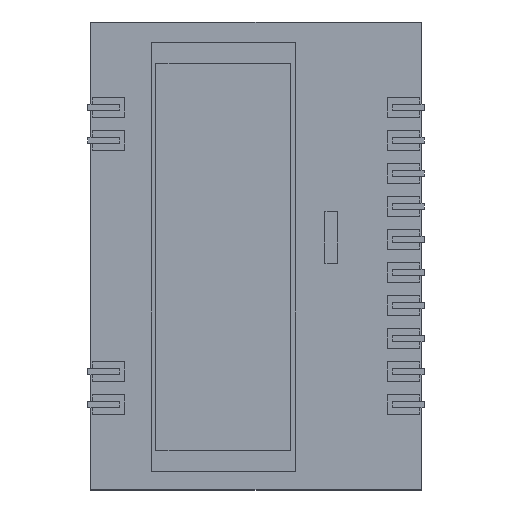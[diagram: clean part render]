
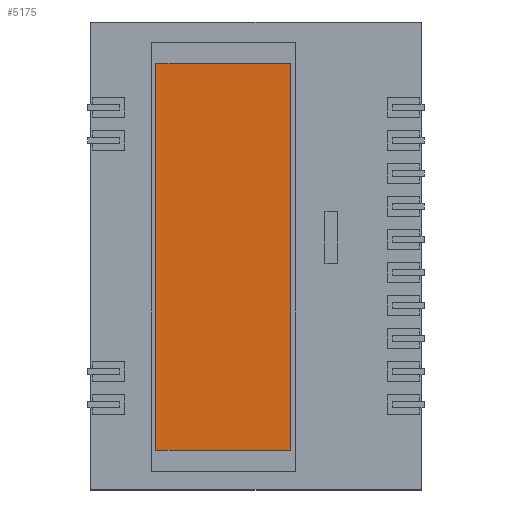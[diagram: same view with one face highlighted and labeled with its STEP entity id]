
A CAD part, top view. The second image highlights one B-rep face of the part: STEP entity #5175.
In plain terms, the highlighted planar face has unit normal (0, 0, 1).
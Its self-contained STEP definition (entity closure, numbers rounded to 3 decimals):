
#13=DIRECTION('',(0.,0.,1.));
#27=VECTOR('',#28,1.);
#28=DIRECTION('',(0.,1.,0.));
#34=VECTOR('',#35,1.);
#35=DIRECTION('',(1.,0.,0.));
#5120=VERTEX_POINT('',#5121);
#5121=CARTESIAN_POINT('',(15.385,-26.39,2.1));
#5127=VERTEX_POINT('',#5128);
#5128=CARTESIAN_POINT('',(15.385,3.39,2.1));
#5132=EDGE_CURVE('',#5120,#5127,#5133,.T.);
#5133=LINE('',#5121,#27);
#5143=VERTEX_POINT('',#5144);
#5144=CARTESIAN_POINT('',(5.,3.39,2.1));
#5148=EDGE_CURVE('',#5143,#5127,#5149,.T.);
#5149=LINE('',#5144,#34);
#5157=VERTEX_POINT('',#5158);
#5158=CARTESIAN_POINT('',(5.,-26.39,2.1));
#5161=ORIENTED_EDGE('',*,*,#5162,.F.);
#5162=EDGE_CURVE('',#5157,#5143,#5163,.T.);
#5163=LINE('',#5158,#27);
#5170=ORIENTED_EDGE('',*,*,#5171,.T.);
#5171=EDGE_CURVE('',#5157,#5120,#5172,.T.);
#5172=LINE('',#5158,#34);
#5175=ADVANCED_FACE('',(#5176),#5180,.T.);
#5176=FACE_BOUND('',#5177,.T.);
#5177=EDGE_LOOP('',(#5161,#5170,#5178,#5179));
#5178=ORIENTED_EDGE('',*,*,#5132,.T.);
#5179=ORIENTED_EDGE('',*,*,#5148,.F.);
#5180=PLANE('',#5181);
#5181=AXIS2_PLACEMENT_3D('',#5158,#13,#35);
